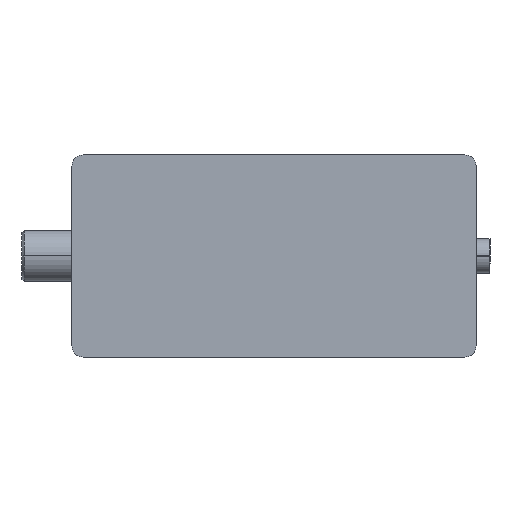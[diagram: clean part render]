
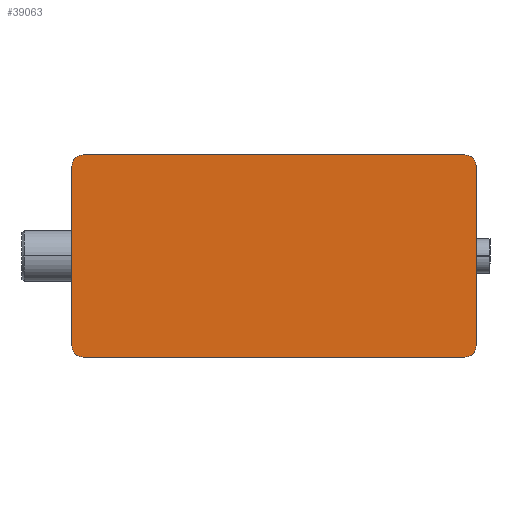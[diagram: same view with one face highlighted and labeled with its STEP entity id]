
A CAD part, front view. The second image highlights one B-rep face of the part: STEP entity #39063.
In plain terms, the highlighted face is planar.
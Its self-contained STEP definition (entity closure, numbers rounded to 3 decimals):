
#1534 = DIRECTION ( 'NONE',  ( 0., 0., 1. ) ) ;
#2771 = CARTESIAN_POINT ( 'NONE',  ( 272.01, -90.01, 1335. ) ) ;
#4010 = DIRECTION ( 'NONE',  ( 1., 0., 0. ) ) ;
#4734 = CIRCLE ( 'NONE', #10069, 10. ) ;
#7302 = EDGE_CURVE ( 'NONE', #133188, #19983, #149206, .T. ) ;
#10069 = AXIS2_PLACEMENT_3D ( 'NONE', #25278, #114687, #102192 ) ;
#12066 = LINE ( 'NONE', #50480, #97349 ) ;
#13745 = EDGE_CURVE ( 'NONE', #41373, #94843, #107946, .T. ) ;
#14768 = VERTEX_POINT ( 'NONE', #116322 ) ;
#17492 = CARTESIAN_POINT ( 'NONE',  ( -68.01, -90.01, 1335. ) ) ;
#17970 = DIRECTION ( 'NONE',  ( 1., 0., 0. ) ) ;
#19983 = VERTEX_POINT ( 'NONE', #100962 ) ;
#21551 = AXIS2_PLACEMENT_3D ( 'NONE', #88007, #151495, #152305 ) ;
#23799 = CIRCLE ( 'NONE', #47784, 10. ) ;
#25278 = CARTESIAN_POINT ( 'NONE',  ( 272.01, 80.01, 1335. ) ) ;
#27289 = CARTESIAN_POINT ( 'NONE',  ( -68.01, 90.01, 1335. ) ) ;
#27362 = PLANE ( 'NONE',  #134799 ) ;
#33014 = VECTOR ( 'NONE', #56102, 1000. ) ;
#34770 = DIRECTION ( 'NONE',  ( 1., 0., 0. ) ) ;
#35437 = EDGE_CURVE ( 'NONE', #19983, #116432, #96121, .T. ) ;
#39063 = ADVANCED_FACE ( 'NONE', ( #155996 ), #27362, .T. ) ;
#41373 = VERTEX_POINT ( 'NONE', #50662 ) ;
#47784 = AXIS2_PLACEMENT_3D ( 'NONE', #114146, #73261, #34770 ) ;
#50480 = CARTESIAN_POINT ( 'NONE',  ( -78.01, 90.01, 1335. ) ) ;
#50662 = CARTESIAN_POINT ( 'NONE',  ( -78.01, 80.01, 1335. ) ) ;
#56102 = DIRECTION ( 'NONE',  ( 0., -1., 0. ) ) ;
#60176 = DIRECTION ( 'NONE',  ( 0., 1., 0. ) ) ;
#67454 = CARTESIAN_POINT ( 'NONE',  ( 0., 0., 1335. ) ) ;
#69620 = CIRCLE ( 'NONE', #21551, 10. ) ;
#70648 = VECTOR ( 'NONE', #60176, 1000. ) ;
#71138 = ORIENTED_EDGE ( 'NONE', *, *, #138212, .T. ) ;
#73261 = DIRECTION ( 'NONE',  ( 0., 0., 1. ) ) ;
#73596 = ORIENTED_EDGE ( 'NONE', *, *, #95064, .T. ) ;
#78819 = EDGE_CURVE ( 'NONE', #94843, #122715, #23799, .T. ) ;
#81385 = EDGE_CURVE ( 'NONE', #111755, #41373, #69620, .T. ) ;
#84433 = CARTESIAN_POINT ( 'NONE',  ( 282.01, 90.01, 1335. ) ) ;
#86804 = ORIENTED_EDGE ( 'NONE', *, *, #78819, .T. ) ;
#88007 = CARTESIAN_POINT ( 'NONE',  ( -68.01, 80.01, 1335. ) ) ;
#88057 = EDGE_LOOP ( 'NONE', ( #156078, #86804, #105340, #143721, #102068, #73596, #71138, #98308 ) ) ;
#93131 = CARTESIAN_POINT ( 'NONE',  ( 272.01, -80.01, 1335. ) ) ;
#94843 = VERTEX_POINT ( 'NONE', #117355 ) ;
#95064 = EDGE_CURVE ( 'NONE', #116432, #14768, #4734, .T. ) ;
#95905 = AXIS2_PLACEMENT_3D ( 'NONE', #93131, #106536, #17970 ) ;
#96121 = LINE ( 'NONE', #84433, #70648 ) ;
#97349 = VECTOR ( 'NONE', #140676, 1000. ) ;
#98308 = ORIENTED_EDGE ( 'NONE', *, *, #81385, .T. ) ;
#99624 = VECTOR ( 'NONE', #109246, 1000. ) ;
#100962 = CARTESIAN_POINT ( 'NONE',  ( 282.01, -80.01, 1335. ) ) ;
#102068 = ORIENTED_EDGE ( 'NONE', *, *, #35437, .T. ) ;
#102192 = DIRECTION ( 'NONE',  ( 1., 0., 0. ) ) ;
#105340 = ORIENTED_EDGE ( 'NONE', *, *, #136407, .T. ) ;
#106536 = DIRECTION ( 'NONE',  ( 0., 0., 1. ) ) ;
#107946 = LINE ( 'NONE', #119599, #33014 ) ;
#108441 = CARTESIAN_POINT ( 'NONE',  ( -78.01, -90.01, 1335. ) ) ;
#109246 = DIRECTION ( 'NONE',  ( 1., 0., 0. ) ) ;
#111755 = VERTEX_POINT ( 'NONE', #27289 ) ;
#114146 = CARTESIAN_POINT ( 'NONE',  ( -68.01, -80.01, 1335. ) ) ;
#114687 = DIRECTION ( 'NONE',  ( 0., 0., 1. ) ) ;
#116322 = CARTESIAN_POINT ( 'NONE',  ( 272.01, 90.01, 1335. ) ) ;
#116432 = VERTEX_POINT ( 'NONE', #146513 ) ;
#117355 = CARTESIAN_POINT ( 'NONE',  ( -78.01, -80.01, 1335. ) ) ;
#119599 = CARTESIAN_POINT ( 'NONE',  ( -78.01, 90.01, 1335. ) ) ;
#122715 = VERTEX_POINT ( 'NONE', #17492 ) ;
#133188 = VERTEX_POINT ( 'NONE', #2771 ) ;
#134799 = AXIS2_PLACEMENT_3D ( 'NONE', #67454, #1534, #4010 ) ;
#135944 = LINE ( 'NONE', #108441, #99624 ) ;
#136407 = EDGE_CURVE ( 'NONE', #122715, #133188, #135944, .T. ) ;
#138212 = EDGE_CURVE ( 'NONE', #14768, #111755, #12066, .T. ) ;
#140676 = DIRECTION ( 'NONE',  ( -1., 0., 0. ) ) ;
#143721 = ORIENTED_EDGE ( 'NONE', *, *, #7302, .T. ) ;
#146513 = CARTESIAN_POINT ( 'NONE',  ( 282.01, 80.01, 1335. ) ) ;
#149206 = CIRCLE ( 'NONE', #95905, 10. ) ;
#151495 = DIRECTION ( 'NONE',  ( 0., 0., 1. ) ) ;
#152305 = DIRECTION ( 'NONE',  ( 1., 0., 0. ) ) ;
#155996 = FACE_OUTER_BOUND ( 'NONE', #88057, .T. ) ;
#156078 = ORIENTED_EDGE ( 'NONE', *, *, #13745, .T. ) ;
